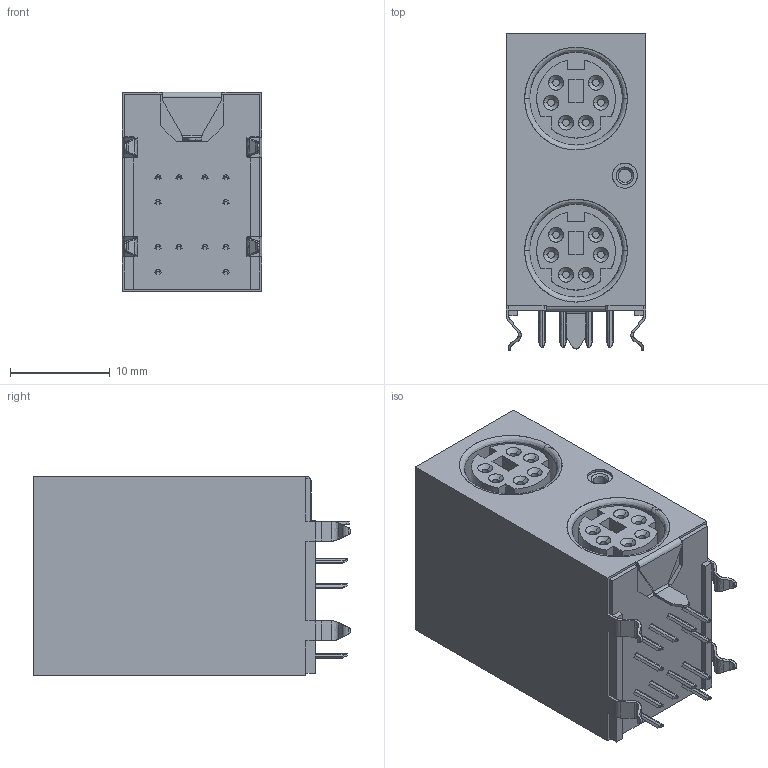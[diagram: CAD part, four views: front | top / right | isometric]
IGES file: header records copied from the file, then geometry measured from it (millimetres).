
Start section: SolidWorks IGES file using analytic representation for surfaces
Global section: file name: KMDGX-6S-6S-S4N1_rA8.IGS; native system: SolidWorks 2012; preprocessor: SolidWorks 2012; author: Ckelleher; date: 150218.125100; units: millimetre
Bounding box: 14 x 31.8 x 20 mm (x, y, z)
Surface area: 3619.3 mm2 (no closed solid volume)
Topology: 0 solids, 0 shells, 426 faces, 3230 edges, 3230 vertices
Faces by surface type: bspline 263, revolution 163
